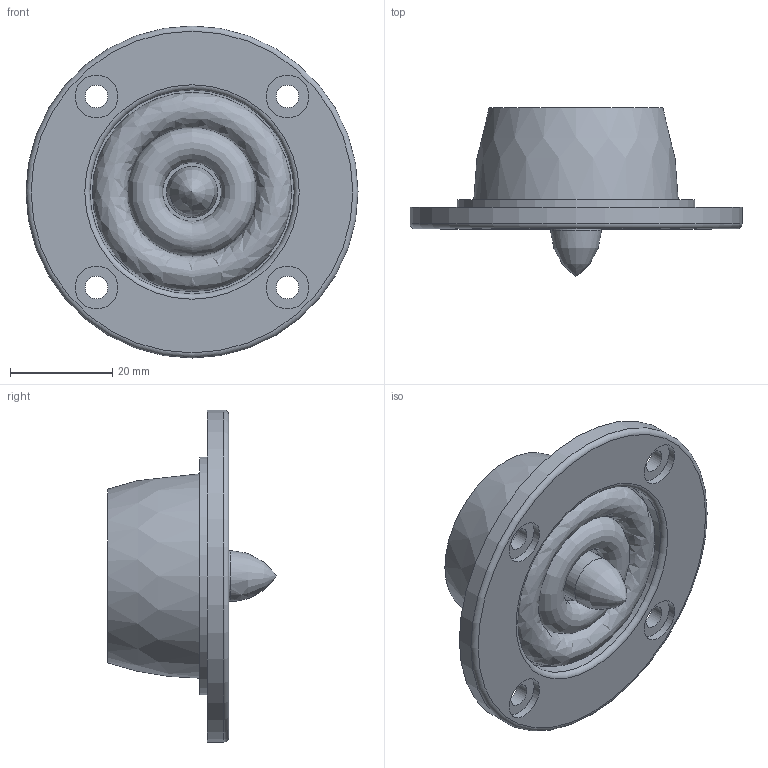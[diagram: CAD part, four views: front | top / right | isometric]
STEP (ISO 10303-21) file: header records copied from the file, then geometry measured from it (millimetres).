
FILE_DESCRIPTION(('FreeCAD Model'),'2;1');
FILE_NAME('Peerless_XT25SC90.step','2021-01-24T10:30:55',('Author'),(''), 'Open CASCADE STEP processor 7.3','FreeCAD','Unknown');
FILE_SCHEMA(('AUTOMOTIVE_DESIGN { 1 0 10303 214 1 1 1 1 }'));
Length unit declared in the file: millimetre
Products named in the file (1): Peerless_XT25SC90
Bounding box: 65 x 33 x 65 mm (x, y, z)
Volume: 35656.2 mm3; surface area: 10921.7 mm2
Topology: 1 solids, 1 shells, 28 faces, 50 edges, 32 vertices
Faces by surface type: cylinder 12, plane 10, revolution 4, torus 2
Full cylindrical faces by diameter (mm): 4.4 x4, 8.4 x4, 10 x1, 40 x1, 46.5 x1, 65 x1
Entity records: 1408 total; most frequent: CARTESIAN_POINT 260, DIRECTION 238, ORIENTED_EDGE 98, PCURVE 98, DEFINITIONAL_REPRESENTATION 98, LINE 83, VECTOR 83, AXIS2_PLACEMENT_3D 66
